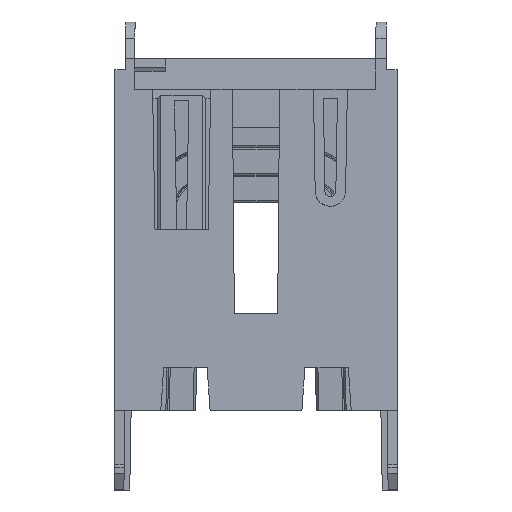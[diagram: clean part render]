
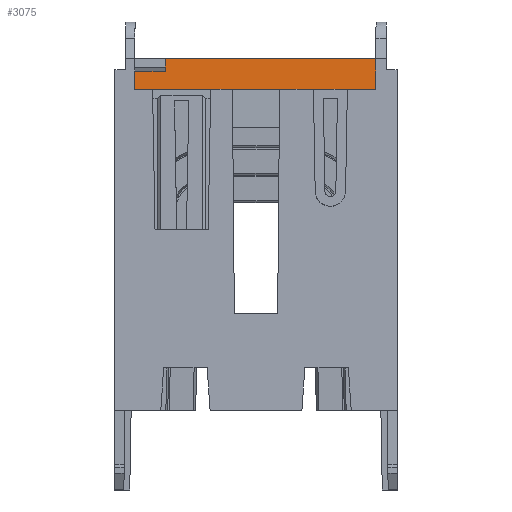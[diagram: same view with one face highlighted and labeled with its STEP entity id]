
A CAD part, front view. The second image highlights one B-rep face of the part: STEP entity #3075.
In plain terms, the highlighted planar face has unit normal (0, -0.999, 0.052).
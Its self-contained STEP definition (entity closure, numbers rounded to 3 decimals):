
#2764=PLANE('',#9287);
#3075=ADVANCED_FACE('',(#3353),#2764,.F.);
#3353=FACE_OUTER_BOUND('',#3738,.T.);
#3738=EDGE_LOOP('',(#5550,#5551,#5552,#5553,#5554,#5555));
#5550=ORIENTED_EDGE('',*,*,#7388,.F.);
#5551=ORIENTED_EDGE('',*,*,#7051,.F.);
#5552=ORIENTED_EDGE('',*,*,#7068,.F.);
#5553=ORIENTED_EDGE('',*,*,#6544,.T.);
#5554=ORIENTED_EDGE('',*,*,#6494,.F.);
#5555=ORIENTED_EDGE('',*,*,#7389,.T.);
#5849=VERTEX_POINT('',#10938);
#5850=VERTEX_POINT('',#10940);
#5899=VERTEX_POINT('',#11065);
#6268=VERTEX_POINT('',#13906);
#6271=VERTEX_POINT('',#13911);
#6476=VERTEX_POINT('',#14569);
#6494=EDGE_CURVE('',#5849,#5850,#7425,.T.);
#6544=EDGE_CURVE('',#5899,#5850,#7443,.T.);
#7051=EDGE_CURVE('',#6271,#6268,#7799,.T.);
#7068=EDGE_CURVE('',#5899,#6271,#7812,.T.);
#7388=EDGE_CURVE('',#6268,#6476,#8108,.T.);
#7389=EDGE_CURVE('',#5849,#6476,#8109,.T.);
#7425=LINE('',#10939,#8144);
#7443=LINE('',#11064,#8162);
#7799=LINE('',#13912,#8518);
#7812=LINE('',#13946,#8531);
#8108=LINE('',#14568,#8827);
#8109=LINE('',#14570,#8828);
#8144=VECTOR('',#9320,1.);
#8162=VECTOR('',#9438,1.);
#8518=VECTOR('',#10278,1.);
#8531=VECTOR('',#10311,1.);
#8827=VECTOR('',#10857,1.);
#8828=VECTOR('',#10858,1.);
#9287=AXIS2_PLACEMENT_3D('',#14571,#10859,#10860);
#9320=DIRECTION('',(1.,0.,0.));
#9438=DIRECTION('',(-0.017,-0.052,-0.998));
#10278=DIRECTION('',(-0.017,-0.052,-0.998));
#10311=DIRECTION('',(1.,0.,0.));
#10857=DIRECTION('',(-1.,0.,0.));
#10858=DIRECTION('',(-0.009,-0.052,-0.999));
#10859=DIRECTION('',(0.,0.999,-0.052));
#10860=DIRECTION('',(0.,-0.052,-0.999));
#10938=CARTESIAN_POINT('',(3.645,35.756,77.15));
#10939=CARTESIAN_POINT('',(26.,35.756,77.15));
#10940=CARTESIAN_POINT('',(9.29,35.756,77.15));
#11064=CARTESIAN_POINT('',(9.257,35.658,75.282));
#11065=CARTESIAN_POINT('',(9.33,35.875,79.42));
#13906=CARTESIAN_POINT('',(48.,35.58,73.8));
#13911=CARTESIAN_POINT('',(48.098,35.875,79.42));
#13912=CARTESIAN_POINT('',(48.058,35.755,77.141));
#13946=CARTESIAN_POINT('',(26.,35.875,79.42));
#14568=CARTESIAN_POINT('',(26.,35.58,73.8));
#14569=CARTESIAN_POINT('',(3.616,35.58,73.8));
#14570=CARTESIAN_POINT('',(3.65,35.786,77.719));
#14571=CARTESIAN_POINT('',(26.,35.775,77.525));
